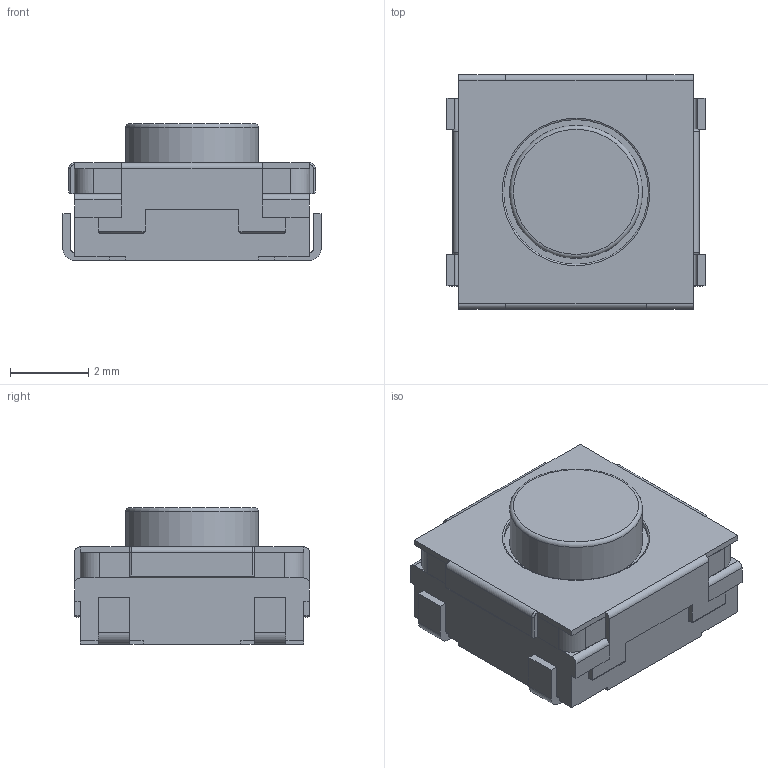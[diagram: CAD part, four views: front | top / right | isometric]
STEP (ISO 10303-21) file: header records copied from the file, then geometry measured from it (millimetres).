
FILE_DESCRIPTION(/* description */ ('model of SW_SPST_EVPBF'),/* implementation_level */ '2;1');
FILE_NAME(/* name */ 'SW_SPST_EVPBF.step',/* time_stamp */ '2020-10-28T17:47:37',/* author */ ('kicad StepUp','ksu'),/* organization */ ('FreeCAD'),/* preprocessor_version */ 'OCC',/* originating_system */ 'kicad StepUp',/* authorisation */ '');
FILE_SCHEMA(('AUTOMOTIVE_DESIGN { 1 0 10303 214 1 1 1 1 }'));
Length unit declared in the file: millimetre
Products named in the file (1): SW_SPST_EVPBF
Bounding box: 6.6 x 6 x 3.5 mm (x, y, z)
Volume: 97.2 mm3; surface area: 158.2 mm2
Topology: 1 solids, 1 shells, 181 faces, 472 edges, 295 vertices
Faces by surface type: plane 126, cylinder 48, torus 7
Full cylindrical faces by diameter (mm): 3.4 x1, 3.7 x1
Entity records: 6738 total; most frequent: CARTESIAN_POINT 949, ORIENTED_EDGE 944, DIRECTION 938, EDGE_CURVE 472, LINE 370, VECTOR 370, VERTEX_POINT 295, AXIS2_PLACEMENT_3D 284
